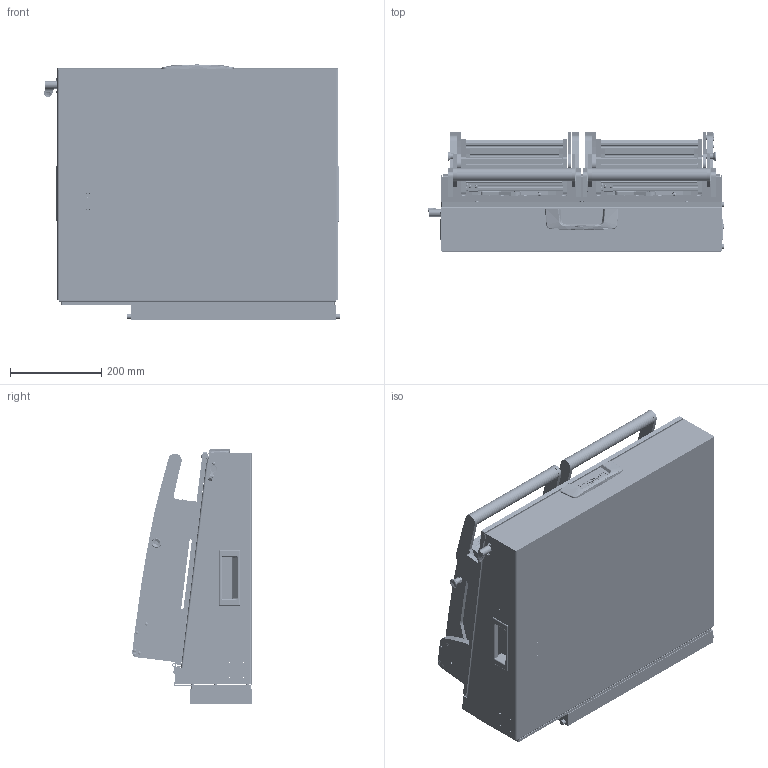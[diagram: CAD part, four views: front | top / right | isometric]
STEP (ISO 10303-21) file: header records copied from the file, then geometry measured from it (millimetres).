
FILE_DESCRIPTION (( 'STEP AP214' ), '1' );
FILE_NAME ('INGUN_57940.STEP', '2021-03-03T07:33:17', ( '' ), ( '' ), 'SwSTEP 2.0', 'SolidWorks 2018', '' );
FILE_SCHEMA (( 'AUTOMOTIVE_DESIGN' ));
Length unit declared in the file: millimetre
Products named in the file (109): 36176~0_S; 36201~3_S; ISO7380~n_M05,0x020; 32724~1; 35662~11_S; 35150~0_S; 31253~0_S; DIN7991~n_M04,0x012; 48728~1_S; 32587~4_S; 32504~6_ohne RW und KF <S>; 11536~1; DIN7991~n_M03,0x016 VA; 31109~0; 40571~0_mit Lehre gebohrt<S>; ISO7380~n_M04,0x012; 32578~1_S; 30915~0; 35717~0_S; 37188~1_S; 109948~0_KUNDE<S>; DIN125~n_04,3 M04,0; 35663~9_S; 29805~4_geschlossen<S>; 110322~4_S; 3521~0_Spring Pin ISO 8752 - 3 x 16 - St; 53031~0_S; DIN912~n_M04,0x030; 110231~1_S; DIN7991~n_M05,0x012; 39894~2_KUNDE<S>; 30758_01~0_S; 53837~3_KUNDE<S>; 30758~0_S; 34328~1_S; ISO7380~n_M04,0x020; 32171~0_S; 110443~0_S; ISO7380~n_M05,0x008; DIN6325~n_02,0m6x010 ...
Assembly tree (313 placements, depth 6):
  INGUN_57940
    32300~4_KUNDE ohne RW und GF<S>
      32504~6_ohne RW und KF <S>
        32333~12
        21332~0_MA 2112<Standard>
          21332_02~0
          21332_01~0
        20902~0
        30758~0_S  x2
          30758_01~0_S
          30758_02~0_S
        53032~0_S
        32171~0_S
        32462~0_S
        29805~4_geschlossen<S>
          110322~4_S
          110705~1_S
          30984~0_S
          110231~1_S
          110443~0_S
          30112~0
          ISO7380~n_M05,0x030
          ISO7380~n_M04,0x008  x2
          DIN914~n_M04,0x05
        35334~0_S
        ISO7380~n_M04,0x012  x4
        DIN7991~n_M05,0x012  x2
        DIN7991~n_M05,0x016
        DIN985-A2~n_M05,0  x3
        8804~0
        DIN125~n_05,3 M05,0 Fase  x2
      40900~6_KUNDE<S>
        109779~0_S
          39945~10_S
          2281~0_180ø<Standard>  x3
            2281~0
          37188~1_S  x3
          53031~0_S
          DIN7991~n_M05,0x016  x20
          DIN7991~n_M05,0x020  x12
          DIN125~n_05,3 M05,0 Fase  x8
          DIN985-A2~n_M05,0  x8
          DIN6325~n_04,0m6x024  x2
          DIN6325~n_04,0m6x016  x4
          DIN7991~n_M03,0x016 VA  x4
          DIN912~n_M04,0x012  x2
          DIN6325~n_02,0m6x020  x2
          DIN6325~n_03,0m6x010  x8
          ISO7380~n_M05,0x008  x4
          36175~4_S  x2
          35662~11_S  x2
          35663~9_S  x2
          35649~1_S  x2
          37189~1_S  x2
          31253~0_S  x2
          30955~0_S  x2
          30915~0  x2
          ASR~-a-s-r_拱04,2x07x拌8  x4
          2528~0  x4
          31109~0  x2
Bounding box: 649.09 x 262.5 x 559.57 mm (x, y, z)
Volume: 8349557.8 mm3; surface area: 3938263.4 mm2
Topology: 373 solids, 373 shells, 9394 faces, 23665 edges, 15088 vertices
Faces by surface type: cylinder 4150, plane 3348, cone 1268, bspline 328, sphere 156, torus 144
Entity records: 140848 total; most frequent: CARTESIAN_POINT 32487, DIRECTION 21515, ORIENTED_EDGE 19624, EDGE_CURVE 9812, AXIS2_PLACEMENT_3D 8200, VERTEX_POINT 6334, LINE 5115, VECTOR 5115
